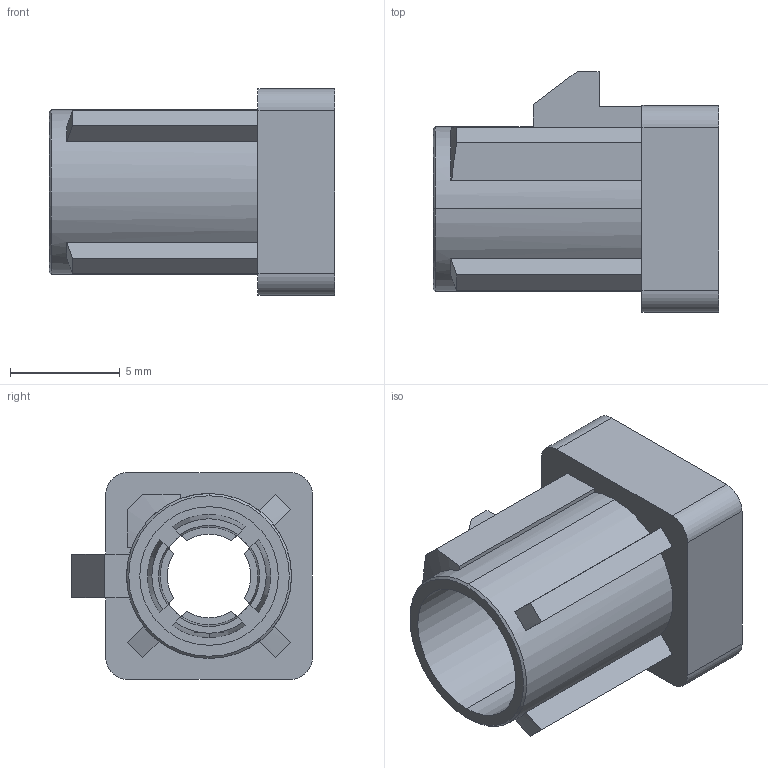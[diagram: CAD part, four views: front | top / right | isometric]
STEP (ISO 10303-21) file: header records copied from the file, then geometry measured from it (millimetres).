
FILE_DESCRIPTION((''),'2;1');
FILE_NAME('92803-PLASTIC','2019-06-03T',('t01287'),(''),'PRO/ENGINEER BY PARAMETRIC TECHNOLOGY CORPORATION, 2007450','PRO/ENGINEER BY PARAMETRIC TECHNOLOGY CORPORATION, 2007450','');
FILE_SCHEMA(('AUTOMOTIVE_DESIGN_CC2 { 1 2 10303 214 -1 1 5 2 }'));
Length unit declared in the file: millimetre
Products named in the file (1): 92803-PLASTIC
Bounding box: 13 x 10.95 x 9.4 mm (x, y, z)
Surface area: 923.6 mm2 (no closed solid volume)
Topology: 0 solids, 1 shells, 208 faces, 561 edges, 374 vertices
Faces by surface type: plane 135, extrusion 29, cylinder 23, cone 21
Entity records: 9544 total; most frequent: CARTESIAN_POINT 2686, ORIENTED_EDGE 1122, DIRECTION 944, PRESENTATION_STYLE_ASSIGNMENT 562, STYLED_ITEM 562, CURVE_STYLE 561, EDGE_CURVE 561, VECTOR 402
